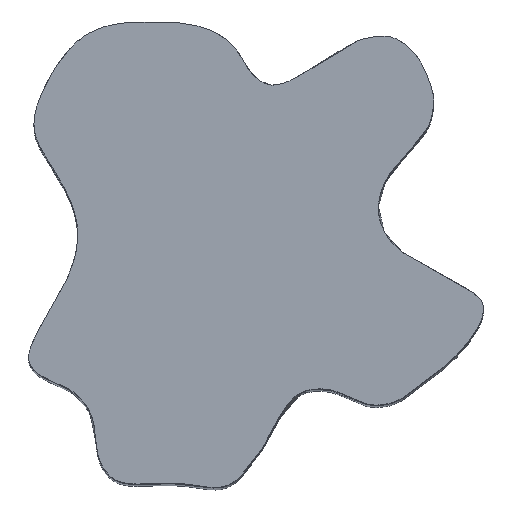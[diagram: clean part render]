
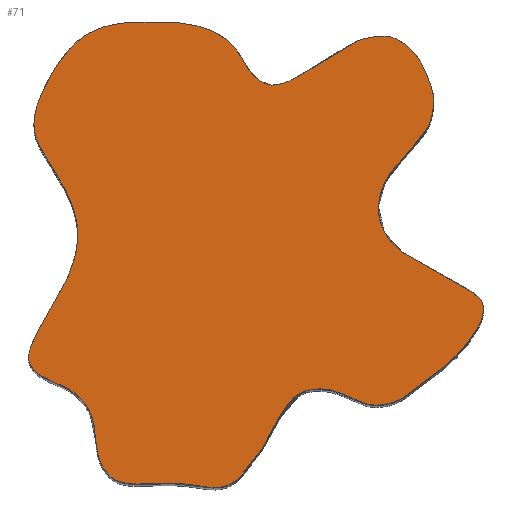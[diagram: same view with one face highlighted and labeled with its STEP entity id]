
A CAD part, top view. The second image highlights one B-rep face of the part: STEP entity #71.
In plain terms, the highlighted planar face has unit normal (0, 0, 1).
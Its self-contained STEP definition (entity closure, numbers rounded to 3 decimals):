
#71=ADVANCED_FACE($,(#87),#215,.T.);
#87=FACE_OUTER_BOUND($,#103,.T.);
#103=EDGE_LOOP($,(#148,#149));
#148=ORIENTED_EDGE($,*,*,#183,.F.);
#149=ORIENTED_EDGE($,*,*,#179,.F.);
#179=EDGE_CURVE($,#199,#200,#240,.T.);
#183=EDGE_CURVE($,#200,#199,#244,.T.);
#199=VERTEX_POINT($,#3814);
#200=VERTEX_POINT($,#3815);
#215=PLANE($,#270);
#240=B_SPLINE_CURVE_WITH_KNOTS($,3,(#3510,#3511,#3512,#3513,#3514,#3515,
#3516,#3517,#3518,#3519,#3520,#3521,#3522,#3523,#3524,#3525,#3526,#3527,
#3528,#3529,#3530,#3531,#3532,#3533,#3534,#3535,#3536,#3537,#3538,#3539,
#3540,#3541,#3542,#3543,#3544,#3545,#3546,#3547,#3548,#3549,#3550,#3551),
.UNSPECIFIED.,.F.,.F.,(4,1,1,1,1,1,1,1,1,1,1,1,1,1,1,1,1,1,1,1,1,1,1,1,1,
1,1,1,1,1,1,1,1,1,1,1,1,1,1,4),(-556.211,-554.038,-547.52,
-543.175,-534.484,-525.793,-517.102,
-508.412,-499.721,-491.03,-482.339,-477.994,
-471.476,-470.389,-468.217,-466.044,
-463.871,-461.699,-458.44,-451.922,-443.231,
-434.54,-425.849,-419.331,-414.711,-412.813,
-399.777,-391.086,-378.05,-369.359,
-360.668,-351.977,-347.632,-338.941,-330.25,
-321.56,-312.869,-304.178,-286.796,
-278.106),.UNSPECIFIED.);
#244=B_SPLINE_CURVE_WITH_KNOTS($,3,(#3598,#3599,#3600,#3601,#3602,#3603,
#3604,#3605,#3606,#3607,#3608,#3609,#3610,#3611,#3612,#3613,#3614,#3615,
#3616,#3617,#3618,#3619,#3620,#3621,#3622,#3623,#3624,#3625,#3626,#3627,
#3628,#3629,#3630,#3631,#3632,#3633,#3634,#3635,#3636,#3637,#3638,#3639,
#3640),.UNSPECIFIED.,.F.,.F.,(4,1,1,1,1,1,1,1,1,1,1,1,1,1,1,1,1,1,1,1,1,
1,1,1,1,1,1,1,1,1,1,1,1,1,1,1,1,1,1,1,4),(-278.106,-267.242,
-263.983,-260.724,-256.379,-247.688,-238.997,
-230.306,-223.788,-219.443,-215.097,
-208.579,-199.888,-195.543,-184.679,
-178.161,-165.125,-152.089,-143.398,
-139.053,-134.707,-130.362,-121.671,-104.29,
-95.599,-86.908,-80.39,-76.044,
-71.699,-68.44,-65.181,-56.49,
-47.799,-39.109,-32.59,-28.245,
-21.727,-17.382,-13.036,-6.518,0.),
.UNSPECIFIED.);
#270=AXIS2_PLACEMENT_3D($,#3642,#280,$);
#280=DIRECTION($,(0.,0.,1.));
#3510=CARTESIAN_POINT($,(495.723,51.011,3.952));
#3511=CARTESIAN_POINT($,(495.666,50.272,3.952));
#3512=CARTESIAN_POINT($,(495.111,47.239,3.952));
#3513=CARTESIAN_POINT($,(494.04,43.516,3.952));
#3514=CARTESIAN_POINT($,(489.653,38.418,3.952));
#3515=CARTESIAN_POINT($,(484.943,33.243,3.952));
#3516=CARTESIAN_POINT($,(479.56,26.548,3.952));
#3517=CARTESIAN_POINT($,(476.974,18.036,3.952));
#3518=CARTESIAN_POINT($,(479.089,9.382,3.952));
#3519=CARTESIAN_POINT($,(485.174,3.053,3.952));
#3520=CARTESIAN_POINT($,(492.696,-0.96,3.952));
#3521=CARTESIAN_POINT($,(498.881,-4.425,3.952));
#3522=CARTESIAN_POINT($,(504.491,-7.338,3.952));
#3523=CARTESIAN_POINT($,(508.043,-9.341,3.952));
#3524=CARTESIAN_POINT($,(510.328,-11.408,3.952));
#3525=CARTESIAN_POINT($,(511.402,-12.963,3.952));
#3526=CARTESIAN_POINT($,(511.854,-14.925,3.952));
#3527=CARTESIAN_POINT($,(511.477,-17.189,3.952));
#3528=CARTESIAN_POINT($,(510.825,-19.397,3.952));
#3529=CARTESIAN_POINT($,(508.884,-22.805,3.952));
#3530=CARTESIAN_POINT($,(505.429,-27.734,3.952));
#3531=CARTESIAN_POINT($,(499.867,-33.224,3.952));
#3532=CARTESIAN_POINT($,(492.83,-38.326,3.952));
#3533=CARTESIAN_POINT($,(487.284,-43.05,3.952));
#3534=CARTESIAN_POINT($,(481.158,-46.214,3.952));
#3535=CARTESIAN_POINT($,(475.43,-46.218,3.952));
#3536=CARTESIAN_POINT($,(469.8,-44.524,3.952));
#3537=CARTESIAN_POINT($,(463.431,-40.325,3.952));
#3538=CARTESIAN_POINT($,(450.867,-41.133,3.952));
#3539=CARTESIAN_POINT($,(445.518,-50.144,3.952));
#3540=CARTESIAN_POINT($,(441.008,-59.355,3.952));
#3541=CARTESIAN_POINT($,(436.151,-65.563,3.952));
#3542=CARTESIAN_POINT($,(431.543,-71.422,3.952));
#3543=CARTESIAN_POINT($,(424.998,-73.352,3.952));
#3544=CARTESIAN_POINT($,(417.317,-71.688,3.952));
#3545=CARTESIAN_POINT($,(409.4,-71.134,3.952));
#3546=CARTESIAN_POINT($,(401.479,-71.838,3.952));
#3547=CARTESIAN_POINT($,(392.135,-71.496,3.952));
#3548=CARTESIAN_POINT($,(385.128,-61.839,3.952));
#3549=CARTESIAN_POINT($,(387.68,-50.249,3.952));
#3550=CARTESIAN_POINT($,(380.549,-42.741,3.952));
#3551=CARTESIAN_POINT($,(377.923,-41.078,3.952));
#3598=CARTESIAN_POINT($,(377.923,-41.078,3.952));
#3599=CARTESIAN_POINT($,(374.641,-39.001,3.952));
#3600=CARTESIAN_POINT($,(369.87,-38.007,3.952));
#3601=CARTESIAN_POINT($,(365.597,-34.134,3.952));
#3602=CARTESIAN_POINT($,(364.262,-30.623,3.952));
#3603=CARTESIAN_POINT($,(365.943,-25.346,3.952));
#3604=CARTESIAN_POINT($,(369.568,-18.69,3.952));
#3605=CARTESIAN_POINT($,(373.786,-11.978,3.952));
#3606=CARTESIAN_POINT($,(377.311,-5.263,3.952));
#3607=CARTESIAN_POINT($,(379.59,0.915,3.952));
#3608=CARTESIAN_POINT($,(380.571,5.804,3.952));
#3609=CARTESIAN_POINT($,(380.722,10.783,3.952));
#3610=CARTESIAN_POINT($,(379.529,17.121,3.952));
#3611=CARTESIAN_POINT($,(376.854,23.197,3.952));
#3612=CARTESIAN_POINT($,(373.044,29.915,3.952));
#3613=CARTESIAN_POINT($,(368.802,35.532,3.952));
#3614=CARTESIAN_POINT($,(365.243,45.084,3.952));
#3615=CARTESIAN_POINT($,(369.067,55.986,3.952));
#3616=CARTESIAN_POINT($,(374.771,65.679,3.952));
#3617=CARTESIAN_POINT($,(380.386,71.744,3.952));
#3618=CARTESIAN_POINT($,(385.261,74.811,3.952));
#3619=CARTESIAN_POINT($,(389.386,76.296,3.952));
#3620=CARTESIAN_POINT($,(394.979,77.545,3.952));
#3621=CARTESIAN_POINT($,(404.754,77.947,3.952));
#3622=CARTESIAN_POINT($,(415.981,77.824,3.952));
#3623=CARTESIAN_POINT($,(426.987,73.998,3.952));
#3624=CARTESIAN_POINT($,(432.655,68.339,3.952));
#3625=CARTESIAN_POINT($,(435.411,62.529,3.952));
#3626=CARTESIAN_POINT($,(438.871,58.866,3.952));
#3627=CARTESIAN_POINT($,(442.431,57.05,3.952));
#3628=CARTESIAN_POINT($,(445.84,57.513,3.952));
#3629=CARTESIAN_POINT($,(450.741,59.171,3.952));
#3630=CARTESIAN_POINT($,(456.047,62.782,3.952));
#3631=CARTESIAN_POINT($,(462.605,66.688,3.952));
#3632=CARTESIAN_POINT($,(469.934,71.592,3.952));
#3633=CARTESIAN_POINT($,(476.018,73.099,3.952));
#3634=CARTESIAN_POINT($,(482.28,73.313,3.952));
#3635=CARTESIAN_POINT($,(486.715,70.493,3.952));
#3636=CARTESIAN_POINT($,(490.179,66.995,3.952));
#3637=CARTESIAN_POINT($,(492.683,62.635,3.952));
#3638=CARTESIAN_POINT($,(494.782,57.325,3.952));
#3639=CARTESIAN_POINT($,(495.896,53.229,3.952));
#3640=CARTESIAN_POINT($,(495.723,51.011,3.952));
#3642=CARTESIAN_POINT($,(364.598,77.916,3.952));
#3814=CARTESIAN_POINT($,(495.723,51.011,3.952));
#3815=CARTESIAN_POINT($,(377.923,-41.078,3.952));
